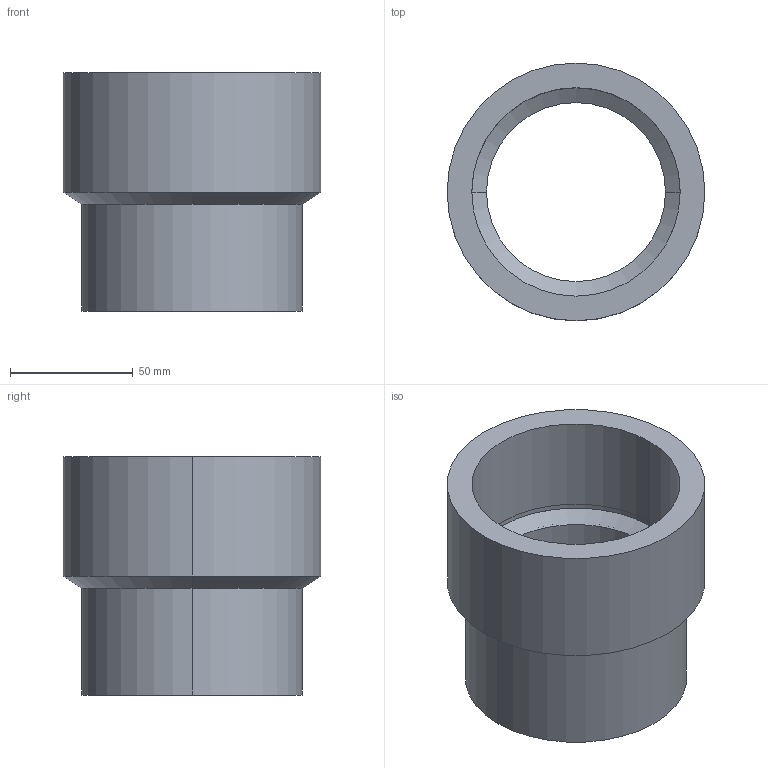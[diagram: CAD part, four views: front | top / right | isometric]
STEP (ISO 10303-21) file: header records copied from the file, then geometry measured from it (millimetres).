
FILE_DESCRIPTION(('STEP AP214'),'1');
FILE_NAME('cctmp_AB55F4E7-C375-458F-98B5-2494D48EB254_2022_02_21_15_20_41_0289..stp','2022-02-21T14:20:41',('Praher Valves GmbH'),('CADClick - www.CADClick.com'),'Spatial InterOp 3D',' ','unknown authorization');
FILE_SCHEMA(('AUTOMOTIVE_DESIGN'));
Length unit declared in the file: millimetre
Products named in the file (1): 71277
Bounding box: 105 x 105 x 97 mm (x, y, z)
Volume: 251249.7 mm3; surface area: 61253.3 mm2
Topology: 1 solids, 1 shells, 19 faces, 38 edges, 24 vertices
Faces by surface type: cylinder 10, plane 5, cone 4
Entity records: 684 total; most frequent: DIRECTION 102, CARTESIAN_POINT 82, ORIENTED_EDGE 76, AXIS2_PLACEMENT_3D 44, EDGE_CURVE 38, EDGE_LOOP 24, VERTEX_POINT 24, CIRCLE 24
